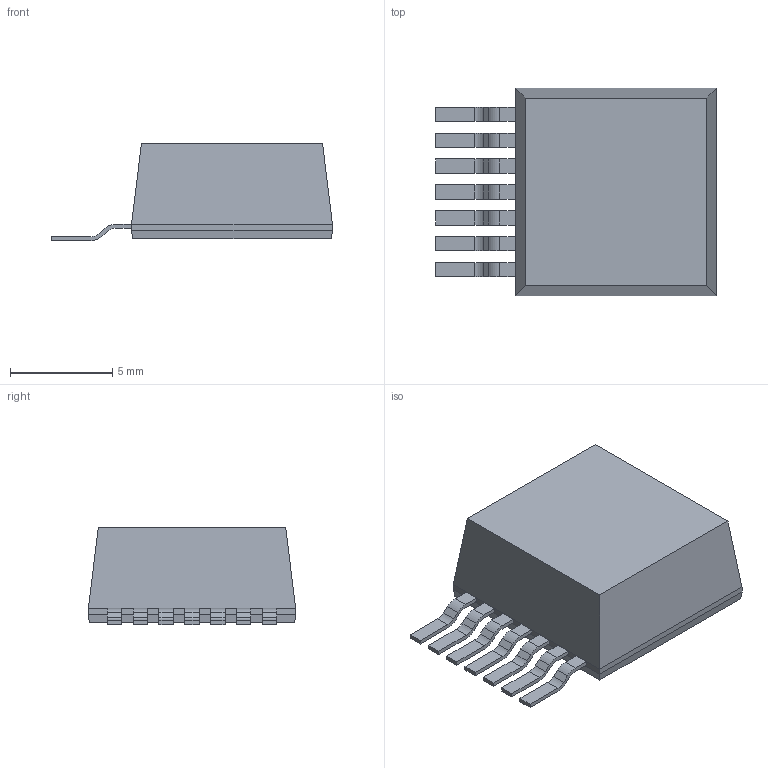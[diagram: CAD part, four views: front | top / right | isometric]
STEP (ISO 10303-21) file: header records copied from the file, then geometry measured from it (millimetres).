
FILE_DESCRIPTION((''),'2;1');
FILE_NAME('TEXAS_TO-PMOD (NDW).stp','2014-03-10T11:02:12',(''),(''),'Mechanical Desktop 2011','Mechanical Desktop 2011',', , ');
FILE_SCHEMA(('AUTOMOTIVE_DESIGN { 1 2 10303 214 1 1 1 1 }'));
Length unit declared in the file: millimetre
Products named in the file (1): Product
Bounding box: 13.77 x 10.16 x 4.77 mm (x, y, z)
Volume: 433.5 mm3; surface area: 920.2 mm2
Topology: 11 solids, 11 shells, 143 faces, 360 edges, 240 vertices
Faces by surface type: plane 115, cylinder 28
Entity records: 4292 total; most frequent: CARTESIAN_POINT 744, ORIENTED_EDGE 720, DIRECTION 704, EDGE_CURVE 360, VECTOR 304, LINE 304, VERTEX_POINT 240, AXIS2_PLACEMENT_3D 200
